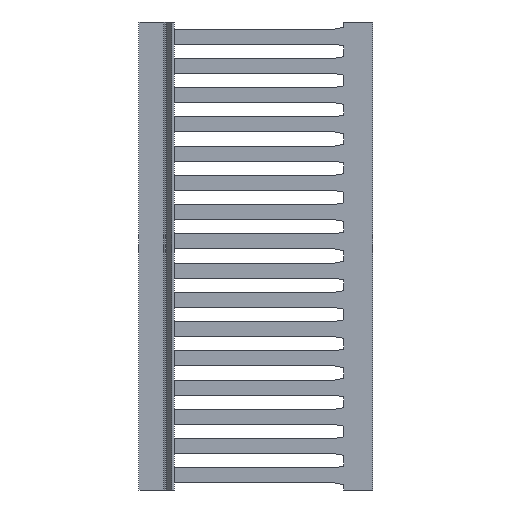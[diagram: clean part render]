
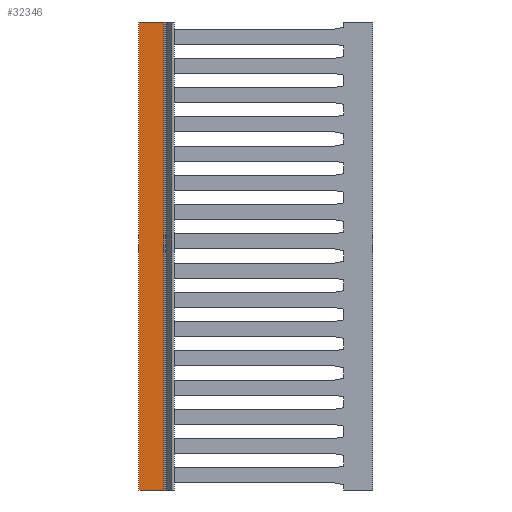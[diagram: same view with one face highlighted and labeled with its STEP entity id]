
A CAD part, left-side view. The second image highlights one B-rep face of the part: STEP entity #32346.
In plain terms, the highlighted planar face has unit normal (-1, 0, 0).
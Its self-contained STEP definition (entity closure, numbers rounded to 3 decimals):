
#31659=DIRECTION('',(0.,-1.,0.));
#31660=VECTOR('',#31659,10.591);
#31661=CARTESIAN_POINT('',(-40.,1.3,-100.));
#31662=LINE('',#31661,#31660);
#31759=DIRECTION('',(0.,1.,0.));
#31760=VECTOR('',#31759,10.591);
#31761=CARTESIAN_POINT('',(-40.,-9.291,100.));
#31762=LINE('',#31761,#31760);
#31903=DIRECTION('',(0.,0.,1.));
#31904=VECTOR('',#31903,200.);
#31905=CARTESIAN_POINT('',(-40.,1.3,-100.));
#31906=LINE('',#31905,#31904);
#31907=DIRECTION('',(0.,0.,-1.));
#31908=VECTOR('',#31907,200.);
#31909=CARTESIAN_POINT('',(-40.,-9.291,100.));
#31910=LINE('',#31909,#31908);
#31975=CARTESIAN_POINT('',(-40.,-9.291,100.));
#31976=CARTESIAN_POINT('',(-40.,-9.291,-100.));
#31977=VERTEX_POINT('',#31975);
#31978=VERTEX_POINT('',#31976);
#31983=CARTESIAN_POINT('',(-40.,1.3,-100.));
#31984=CARTESIAN_POINT('',(-40.,1.3,100.));
#31985=VERTEX_POINT('',#31983);
#31986=VERTEX_POINT('',#31984);
#32335=CARTESIAN_POINT('',(-40.,1.6,-100.));
#32336=DIRECTION('',(-1.,0.,0.));
#32337=DIRECTION('',(0.,-1.,0.));
#32338=AXIS2_PLACEMENT_3D('',#32335,#32336,#32337);
#32339=PLANE('',#32338);
#32340=ORIENTED_EDGE('',*,*,#32046,.T.);
#32341=ORIENTED_EDGE('',*,*,#32096,.F.);
#32342=ORIENTED_EDGE('',*,*,#32328,.T.);
#32343=ORIENTED_EDGE('',*,*,#31998,.F.);
#32344=EDGE_LOOP('',(#32340,#32341,#32342,#32343));
#32345=FACE_OUTER_BOUND('',#32344,.F.);
#31998=EDGE_CURVE('',#31985,#31978,#31662,.T.);
#32046=EDGE_CURVE('',#31985,#31986,#31906,.T.);
#32096=EDGE_CURVE('',#31977,#31986,#31762,.T.);
#32328=EDGE_CURVE('',#31977,#31978,#31910,.T.);
#32346=ADVANCED_FACE('',(#32345),#32339,.T.);
